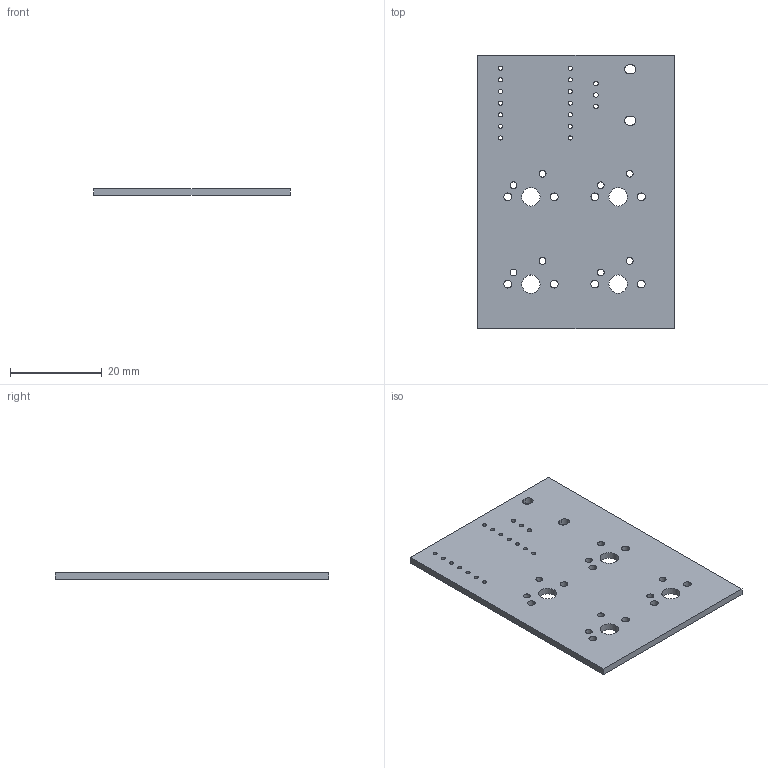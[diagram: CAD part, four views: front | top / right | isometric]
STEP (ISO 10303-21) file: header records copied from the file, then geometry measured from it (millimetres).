
FILE_DESCRIPTION(('KiCad electronic assembly'),'2;1');
FILE_NAME('kicad5.step','2025-06-10T22:16:26',('Pcbnew'),('Kicad'), 'Open CASCADE STEP processor 7.8','KiCad to STEP converter','Unknown' );
FILE_SCHEMA(('AUTOMOTIVE_DESIGN { 1 0 10303 214 1 1 1 1 }'));
Length unit declared in the file: millimetre
Products named in the file (2): kicad5 1; kicad5_PCB
Assembly tree (1 placements, depth 2):
  kicad5 1
    kicad5_PCB
Bounding box: 42.86 x 59.77 x 1.51 mm (x, y, z)
Volume: 3714.8 mm3; surface area: 5522.8 mm2
Topology: 1 solids, 1 shells, 51 faces, 147 edges, 98 vertices
Faces by surface type: cylinder 41, plane 10
Full cylindrical faces by diameter (mm): 0.889 x14, 1 x3, 1.5 x8, 1.7 x8, 4 x4
Entity records: 1916 total; most frequent: DIRECTION 335, CARTESIAN_POINT 298, ORIENTED_EDGE 294, EDGE_CURVE 147, AXIS2_PLACEMENT_3D 135, FACE_BOUND 129, EDGE_LOOP 129, VERTEX_POINT 98
